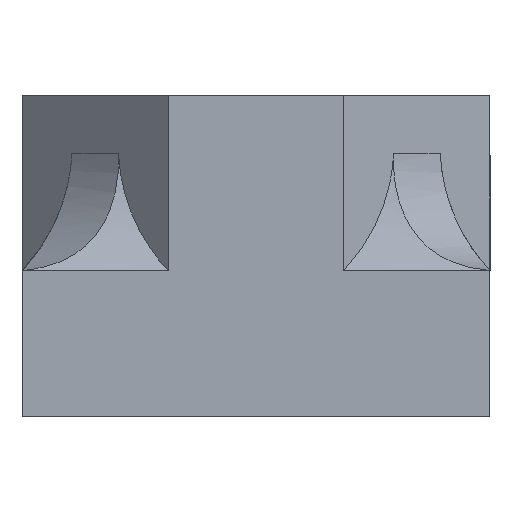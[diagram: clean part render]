
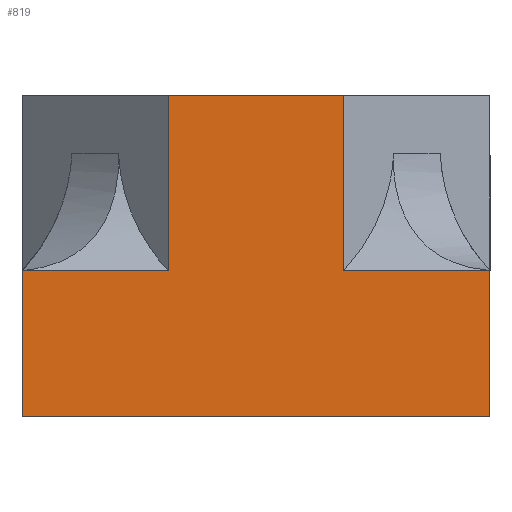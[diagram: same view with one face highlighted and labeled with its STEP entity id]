
A CAD part, left-side view. The second image highlights one B-rep face of the part: STEP entity #819.
In plain terms, the highlighted planar face has unit normal (-1, 0, 0).
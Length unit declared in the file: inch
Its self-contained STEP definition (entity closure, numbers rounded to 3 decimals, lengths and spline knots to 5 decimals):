
#39=PLANE('',#899);
#93=FACE_OUTER_BOUND('',#140,.T.);
#140=EDGE_LOOP('',(#685,#686,#687,#688,#689,#690,#691,#692,#693,#694));
#161=LINE('',#1218,#249);
#177=LINE('',#1253,#265);
#182=LINE('',#1318,#270);
#184=LINE('',#1324,#272);
#192=LINE('',#1402,#280);
#219=LINE('',#1516,#307);
#220=LINE('',#1519,#308);
#221=LINE('',#1520,#309);
#222=LINE('',#1521,#310);
#223=LINE('',#1522,#311);
#249=VECTOR('',#947,0.3937);
#265=VECTOR('',#969,0.3937);
#270=VECTOR('',#984,0.3937);
#272=VECTOR('',#992,0.3937);
#280=VECTOR('',#1026,0.3937);
#307=VECTOR('',#1095,0.3937);
#308=VECTOR('',#1098,0.3937);
#309=VECTOR('',#1099,0.3937);
#310=VECTOR('',#1100,0.3937);
#311=VECTOR('',#1101,0.3937);
#358=VERTEX_POINT('',#1215);
#359=VERTEX_POINT('',#1217);
#374=VERTEX_POINT('',#1251);
#375=VERTEX_POINT('',#1252);
#379=VERTEX_POINT('',#1261);
#380=VERTEX_POINT('',#1265);
#388=VERTEX_POINT('',#1339);
#392=VERTEX_POINT('',#1400);
#410=VERTEX_POINT('',#1514);
#411=VERTEX_POINT('',#1518);
#436=EDGE_CURVE('',#358,#359,#161,.T.);
#452=EDGE_CURVE('',#374,#375,#177,.T.);
#461=EDGE_CURVE('',#374,#380,#182,.T.);
#465=EDGE_CURVE('',#375,#379,#184,.T.);
#481=EDGE_CURVE('',#388,#392,#192,.T.);
#515=EDGE_CURVE('',#392,#410,#219,.T.);
#516=EDGE_CURVE('',#411,#410,#220,.T.);
#517=EDGE_CURVE('',#379,#411,#221,.T.);
#518=EDGE_CURVE('',#380,#359,#222,.T.);
#519=EDGE_CURVE('',#388,#358,#223,.T.);
#685=ORIENTED_EDGE('',*,*,#515,.T.);
#686=ORIENTED_EDGE('',*,*,#516,.F.);
#687=ORIENTED_EDGE('',*,*,#517,.F.);
#688=ORIENTED_EDGE('',*,*,#465,.F.);
#689=ORIENTED_EDGE('',*,*,#452,.F.);
#690=ORIENTED_EDGE('',*,*,#461,.T.);
#691=ORIENTED_EDGE('',*,*,#518,.T.);
#692=ORIENTED_EDGE('',*,*,#436,.F.);
#693=ORIENTED_EDGE('',*,*,#519,.F.);
#694=ORIENTED_EDGE('',*,*,#481,.T.);
#819=ADVANCED_FACE('',(#93),#39,.T.);
#899=AXIS2_PLACEMENT_3D('',#1517,#1096,#1097);
#947=DIRECTION('',(0.,1.,0.));
#969=DIRECTION('',(0.,-1.,0.));
#984=DIRECTION('',(0.,1.,0.));
#992=DIRECTION('',(0.,0.,1.));
#1026=DIRECTION('',(0.,1.,0.));
#1095=DIRECTION('',(0.,0.,1.));
#1096=DIRECTION('center_axis',(-1.,0.,0.));
#1097=DIRECTION('ref_axis',(0.,-1.,0.));
#1098=DIRECTION('',(0.,-1.,0.));
#1099=DIRECTION('',(0.,0.,1.));
#1100=DIRECTION('',(0.,0.,-1.));
#1101=DIRECTION('',(0.,0.,-1.));
#1215=CARTESIAN_POINT('',(0.,0.,0.));
#1217=CARTESIAN_POINT('',(0.,16.,0.));
#1218=CARTESIAN_POINT('',(0.,16.,0.));
#1251=CARTESIAN_POINT('',(0.,11.00033,5.));
#1252=CARTESIAN_POINT('',(0.,11.,5.));
#1253=CARTESIAN_POINT('',(0.,4.,5.));
#1261=CARTESIAN_POINT('',(0.,11.,9.));
#1265=CARTESIAN_POINT('',(0.,16.,5.));
#1318=CARTESIAN_POINT('',(0.,18.50033,5.));
#1324=CARTESIAN_POINT('',(0.,11.,5.));
#1339=CARTESIAN_POINT('',(0.,0.,5.));
#1400=CARTESIAN_POINT('',(0.,5.,5.));
#1402=CARTESIAN_POINT('',(0.,0.,5.));
#1514=CARTESIAN_POINT('',(0.,5.,11.));
#1516=CARTESIAN_POINT('',(0.,5.,5.));
#1517=CARTESIAN_POINT('Origin',(0.,11.,5.));
#1518=CARTESIAN_POINT('',(0.,11.,11.));
#1519=CARTESIAN_POINT('',(0.,11.,11.));
#1520=CARTESIAN_POINT('',(0.,11.,5.));
#1521=CARTESIAN_POINT('',(0.,16.,5.));
#1522=CARTESIAN_POINT('',(0.,0.,5.));
